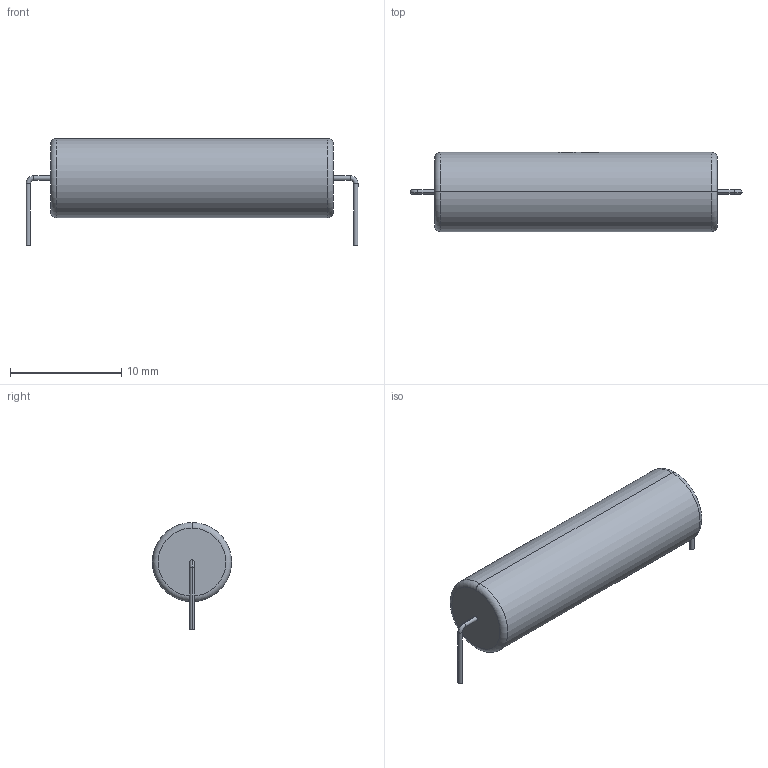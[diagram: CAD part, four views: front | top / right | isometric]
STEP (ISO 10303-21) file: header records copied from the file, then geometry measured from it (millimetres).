
FILE_DESCRIPTION (( 'STEP AP214' ), '1' );
FILE_NAME ('RES-TH_BD7.1-L25.4-P29.40-D1.0.step', '2022-07-28T09:19:40', ( '' ), ( '' ), 'SwSTEP 2.0', 'SolidWorks 2020', '' );
FILE_SCHEMA (( 'AUTOMOTIVE_DESIGN' ));
Length unit declared in the file: millimetre
Products named in the file (1): RES-TH_BD7.1-L25.4-P29.40-D1.0
Bounding box: 29.8 x 7.1 x 9.6 mm (x, y, z)
Volume: 1005.3 mm3; surface area: 655.7 mm2
Topology: 1 solids, 1 shells, 246 faces, 657 edges, 434 vertices
Faces by surface type: plane 111, bspline 98, cylinder 29, torus 8
Entity records: 11792 total; most frequent: CARTESIAN_POINT 4193, ORIENTED_EDGE 1314, EDGE_CURVE 657, DIRECTION 577, VERTEX_POINT 434, EDGE_LOOP 267, UNCERTAINTY_MEASURE_WITH_UNIT 249, MECHANICAL_DESIGN_GEOMETRIC_PRESENTATION_REPRESENTATION 248
